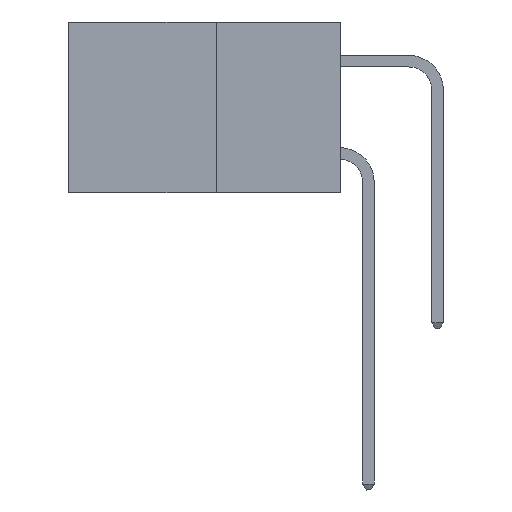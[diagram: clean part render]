
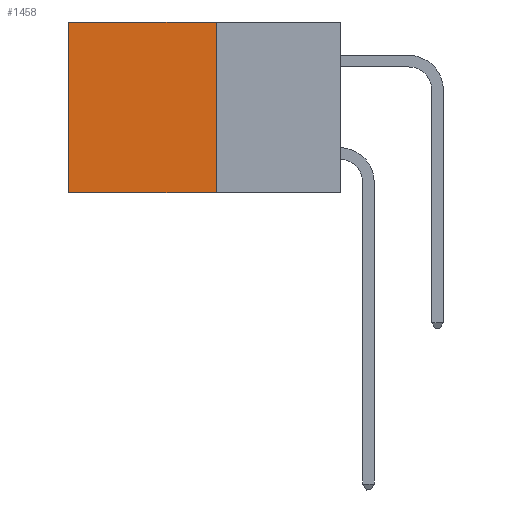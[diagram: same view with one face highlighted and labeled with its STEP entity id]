
A CAD part, left-side view. The second image highlights one B-rep face of the part: STEP entity #1458.
In plain terms, the highlighted planar face has unit normal (-1, 0, 0).
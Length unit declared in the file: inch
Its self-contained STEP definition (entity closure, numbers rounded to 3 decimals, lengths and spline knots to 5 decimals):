
#546 = CARTESIAN_POINT ( 'NONE',  ( 0.277, 0.27, -0.37 ) ) ;
#719 = LINE ( 'NONE', #1937, #5529 ) ;
#727 = LINE ( 'NONE', #11334, #3304 ) ;
#878 = VERTEX_POINT ( 'NONE', #7612 ) ;
#1257 = DIRECTION ( 'NONE',  ( 0., 0., -1. ) ) ;
#1458 = ADVANCED_FACE ( 'NONE', ( #11494 ), #5930, .F. ) ;
#1937 = CARTESIAN_POINT ( 'NONE',  ( 0.277, 0.27, 0. ) ) ;
#2348 = CARTESIAN_POINT ( 'NONE',  ( 0.277, 0.59, -0.37 ) ) ;
#2481 = DIRECTION ( 'NONE',  ( 0., 0., -1. ) ) ;
#2874 = ORIENTED_EDGE ( 'NONE', *, *, #3878, .T. ) ;
#3063 = ORIENTED_EDGE ( 'NONE', *, *, #8807, .F. ) ;
#3304 = VECTOR ( 'NONE', #10975, 39.37008 ) ;
#3878 = EDGE_CURVE ( 'NONE', #10459, #878, #8526, .T. ) ;
#3924 = EDGE_LOOP ( 'NONE', ( #2874, #3063, #11445, #11321 ) ) ;
#4066 = CARTESIAN_POINT ( 'NONE',  ( 0.277, 0.27, 0. ) ) ;
#4507 = EDGE_CURVE ( 'NONE', #4908, #6167, #727, .T. ) ;
#4796 = VECTOR ( 'NONE', #7241, 39.37008 ) ;
#4908 = VERTEX_POINT ( 'NONE', #4066 ) ;
#5193 = CARTESIAN_POINT ( 'NONE',  ( 0.277, 0.59, 0. ) ) ;
#5347 = AXIS2_PLACEMENT_3D ( 'NONE', #7347, #9234, #1257 ) ;
#5529 = VECTOR ( 'NONE', #9573, 39.37008 ) ;
#5930 = PLANE ( 'NONE',  #5347 ) ;
#6167 = VERTEX_POINT ( 'NONE', #10281 ) ;
#6996 = LINE ( 'NONE', #546, #4796 ) ;
#7241 = DIRECTION ( 'NONE',  ( 0., 1., 0. ) ) ;
#7347 = CARTESIAN_POINT ( 'NONE',  ( 0.277, 0.27, -0.37 ) ) ;
#7612 = CARTESIAN_POINT ( 'NONE',  ( 0.277, 0.59, -0.37 ) ) ;
#7911 = VECTOR ( 'NONE', #2481, 39.37008 ) ;
#8471 = EDGE_CURVE ( 'NONE', #4908, #10459, #719, .T. ) ;
#8526 = LINE ( 'NONE', #2348, #7911 ) ;
#8807 = EDGE_CURVE ( 'NONE', #6167, #878, #6996, .T. ) ;
#9234 = DIRECTION ( 'NONE',  ( 1., 0., 0. ) ) ;
#9573 = DIRECTION ( 'NONE',  ( 0., 1., 0. ) ) ;
#10281 = CARTESIAN_POINT ( 'NONE',  ( 0.277, 0.27, -0.37 ) ) ;
#10459 = VERTEX_POINT ( 'NONE', #5193 ) ;
#10975 = DIRECTION ( 'NONE',  ( 0., 0., -1. ) ) ;
#11321 = ORIENTED_EDGE ( 'NONE', *, *, #8471, .T. ) ;
#11334 = CARTESIAN_POINT ( 'NONE',  ( 0.277, 0.27, -0.37 ) ) ;
#11445 = ORIENTED_EDGE ( 'NONE', *, *, #4507, .F. ) ;
#11494 = FACE_OUTER_BOUND ( 'NONE', #3924, .T. ) ;
